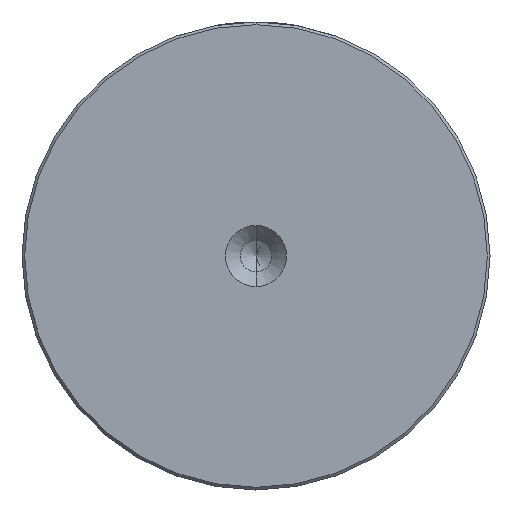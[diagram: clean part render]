
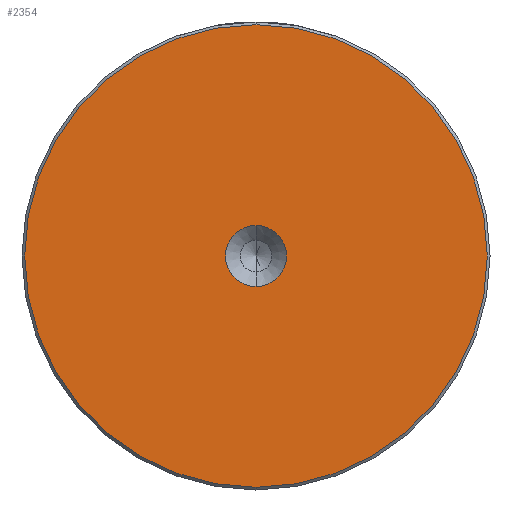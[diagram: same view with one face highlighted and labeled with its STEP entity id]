
A CAD part, left-side view. The second image highlights one B-rep face of the part: STEP entity #2354.
In plain terms, the highlighted planar face has unit normal (-1, 0, 0).
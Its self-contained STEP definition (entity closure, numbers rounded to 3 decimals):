
#18 = CIRCLE ( 'NONE', #1993, 42.5 ) ;
#90 = DIRECTION ( 'NONE',  ( 0., 0., 1. ) ) ;
#115 = DIRECTION ( 'NONE',  ( 0., 0., 1. ) ) ;
#237 = CARTESIAN_POINT ( 'NONE',  ( 0., 0., -42.5 ) ) ;
#250 = CARTESIAN_POINT ( 'NONE',  ( 0., 0., -5.6 ) ) ;
#288 = DIRECTION ( 'NONE',  ( -1., 0., 0. ) ) ;
#469 = CIRCLE ( 'NONE', #1805, 42.5 ) ;
#497 = CARTESIAN_POINT ( 'NONE',  ( 0., 0., 0. ) ) ;
#539 = CARTESIAN_POINT ( 'NONE',  ( 0., 0., 0. ) ) ;
#712 = ORIENTED_EDGE ( 'NONE', *, *, #1269, .T. ) ;
#755 = DIRECTION ( 'NONE',  ( 0., 0., 1. ) ) ;
#767 = FACE_BOUND ( 'NONE', #912, .T. ) ;
#873 = AXIS2_PLACEMENT_3D ( 'NONE', #1477, #288, #1681 ) ;
#912 = EDGE_LOOP ( 'NONE', ( #2489, #1424 ) ) ;
#974 = VERTEX_POINT ( 'NONE', #1180 ) ;
#1069 = AXIS2_PLACEMENT_3D ( 'NONE', #497, #2262, #2270 ) ;
#1149 = VERTEX_POINT ( 'NONE', #250 ) ;
#1180 = CARTESIAN_POINT ( 'NONE',  ( 0., 0., 5.6 ) ) ;
#1230 = ORIENTED_EDGE ( 'NONE', *, *, #2507, .T. ) ;
#1269 = EDGE_CURVE ( 'NONE', #1758, #2088, #469, .T. ) ;
#1291 = DIRECTION ( 'NONE',  ( -1., 0., 0. ) ) ;
#1314 = DIRECTION ( 'NONE',  ( -1., 0., 0. ) ) ;
#1400 = FACE_OUTER_BOUND ( 'NONE', #1688, .T. ) ;
#1424 = ORIENTED_EDGE ( 'NONE', *, *, #2199, .F. ) ;
#1477 = CARTESIAN_POINT ( 'NONE',  ( 0., 0., 0. ) ) ;
#1681 = DIRECTION ( 'NONE',  ( 0., 0., 1. ) ) ;
#1688 = EDGE_LOOP ( 'NONE', ( #712, #1230 ) ) ;
#1758 = VERTEX_POINT ( 'NONE', #237 ) ;
#1805 = AXIS2_PLACEMENT_3D ( 'NONE', #2459, #1291, #90 ) ;
#1914 = DIRECTION ( 'NONE',  ( -1., 0., 0. ) ) ;
#1993 = AXIS2_PLACEMENT_3D ( 'NONE', #539, #1914, #755 ) ;
#2073 = PLANE ( 'NONE',  #1069 ) ;
#2088 = VERTEX_POINT ( 'NONE', #2290 ) ;
#2173 = CIRCLE ( 'NONE', #2300, 5.6 ) ;
#2199 = EDGE_CURVE ( 'NONE', #1149, #974, #2288, .T. ) ;
#2262 = DIRECTION ( 'NONE',  ( -1., 0., 0. ) ) ;
#2270 = DIRECTION ( 'NONE',  ( 0., 0., 1. ) ) ;
#2288 = CIRCLE ( 'NONE', #873, 5.6 ) ;
#2290 = CARTESIAN_POINT ( 'NONE',  ( 0., 0., 42.5 ) ) ;
#2300 = AXIS2_PLACEMENT_3D ( 'NONE', #2477, #1314, #115 ) ;
#2323 = EDGE_CURVE ( 'NONE', #974, #1149, #2173, .T. ) ;
#2354 = ADVANCED_FACE ( 'NONE', ( #1400, #767 ), #2073, .T. ) ;
#2459 = CARTESIAN_POINT ( 'NONE',  ( 0., 0., 0. ) ) ;
#2477 = CARTESIAN_POINT ( 'NONE',  ( 0., 0., 0. ) ) ;
#2489 = ORIENTED_EDGE ( 'NONE', *, *, #2323, .F. ) ;
#2507 = EDGE_CURVE ( 'NONE', #2088, #1758, #18, .T. ) ;
